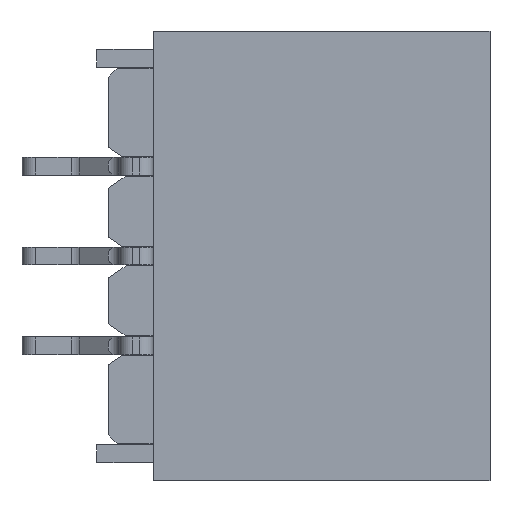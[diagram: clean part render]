
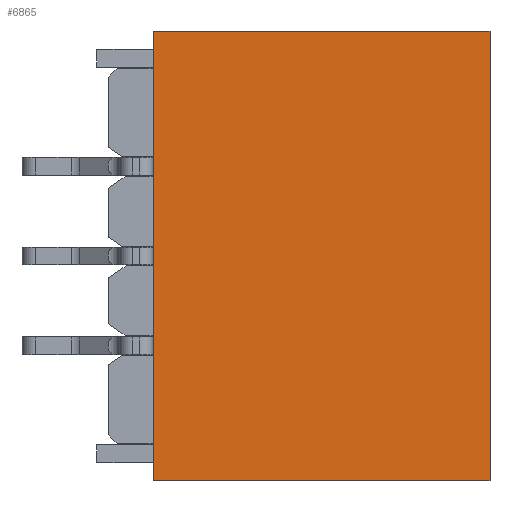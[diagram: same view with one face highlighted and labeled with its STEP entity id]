
A CAD part, left-side view. The second image highlights one B-rep face of the part: STEP entity #6865.
In plain terms, the highlighted planar face has unit normal (-1, 0, 0).
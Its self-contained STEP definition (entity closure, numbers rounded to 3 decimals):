
#53=DIRECTION('',(0.,0.,1.));
#54=VECTOR('',#53,5.);
#55=CARTESIAN_POINT('',(-73.528,103.963,-0.823));
#56=LINE('',#55,#54);
#57=DIRECTION('',(0.,0.,-1.));
#58=VECTOR('',#57,5.);
#59=CARTESIAN_POINT('',(-73.528,100.213,4.177));
#60=LINE('',#59,#58);
#61=DIRECTION('',(0.,-1.,0.));
#62=VECTOR('',#61,3.75);
#63=CARTESIAN_POINT('',(-73.528,103.963,-0.823));
#64=LINE('',#63,#62);
#353=DIRECTION('',(0.,-1.,0.));
#354=VECTOR('',#353,3.75);
#355=CARTESIAN_POINT('',(-73.528,103.963,4.177));
#356=LINE('',#355,#354);
#6150=CARTESIAN_POINT('',(-73.528,103.963,-0.823));
#6151=VERTEX_POINT('',#6150);
#6160=CARTESIAN_POINT('',(-73.528,100.213,-0.823));
#6161=VERTEX_POINT('',#6160);
#6196=CARTESIAN_POINT('',(-73.528,103.963,4.177));
#6197=VERTEX_POINT('',#6196);
#6222=CARTESIAN_POINT('',(-73.528,100.213,4.177));
#6224=VERTEX_POINT('',#6222);
#6851=CARTESIAN_POINT('',(-73.528,100.213,6.427));
#6852=DIRECTION('',(-1.,0.,0.));
#6853=DIRECTION('',(0.,0.,1.));
#6854=AXIS2_PLACEMENT_3D('',#6851,#6852,#6853);
#6855=PLANE('',#6854);
#6857=ORIENTED_EDGE('',*,*,#6856,.T.);
#6859=ORIENTED_EDGE('',*,*,#6858,.T.);
#6860=ORIENTED_EDGE('',*,*,#6798,.T.);
#6862=ORIENTED_EDGE('',*,*,#6861,.F.);
#6863=EDGE_LOOP('',(#6857,#6859,#6860,#6862));
#6864=FACE_OUTER_BOUND('',#6863,.F.);
#6798=EDGE_CURVE('',#6224,#6161,#60,.T.);
#6856=EDGE_CURVE('',#6151,#6197,#56,.T.);
#6858=EDGE_CURVE('',#6197,#6224,#356,.T.);
#6861=EDGE_CURVE('',#6151,#6161,#64,.T.);
#6865=ADVANCED_FACE('',(#6864),#6855,.T.);
